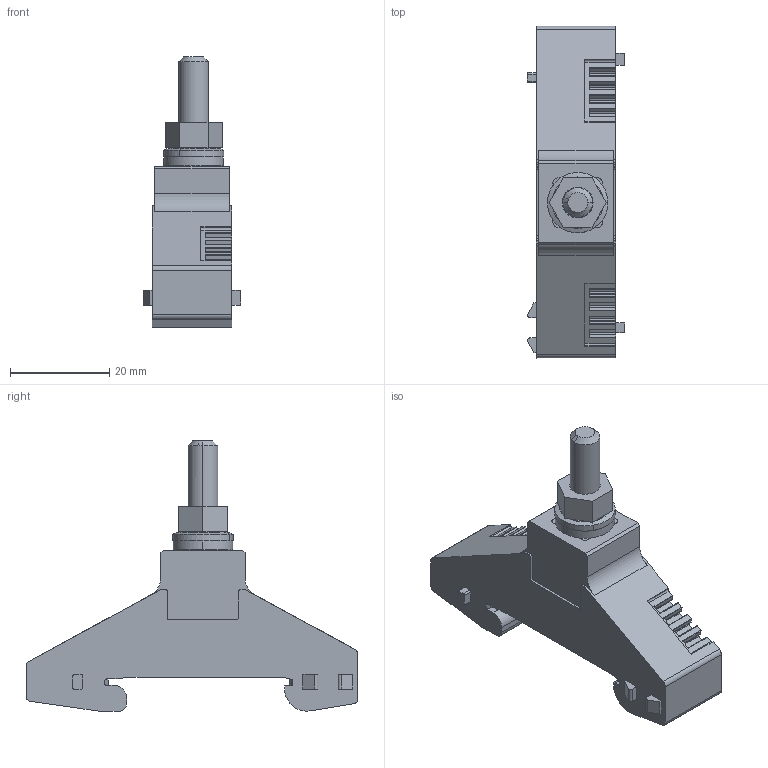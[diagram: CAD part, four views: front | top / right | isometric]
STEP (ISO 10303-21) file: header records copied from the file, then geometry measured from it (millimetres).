
FILE_DESCRIPTION(('CATIA V5 STEP Exchange','CAx-IF Rec.Pracs.--- Model Styling and Organization---1.4--- 2014-01-23'),'2;1');
FILE_NAME ('410805_2_1780850000_1780850000.stp','2023-07-18T06:36:33+00:00',('none'),('Weidmueller'),'CATIA Version 5-6 Release 2016 SP3 HF44','CATIA V5 STEP AP214','none');
FILE_SCHEMA(('AUTOMOTIVE_DESIGN { 1 0 10303 214 1 1 1 1 }'));
Length unit declared in the file: millimetre
Products named in the file (1): 1780850000
Bounding box: 19.6 x 67 x 54.55 mm (x, y, z)
Volume: 20062.8 mm3; surface area: 7665.8 mm2
Topology: 3 solids, 3 shells, 297 faces, 850 edges, 567 vertices
Faces by surface type: plane 205, cylinder 76, cone 9, extrusion 4, torus 3
Entity records: 9690 total; most frequent: CARTESIAN_POINT 2088, ORIENTED_EDGE 1700, DIRECTION 1333, EDGE_CURVE 850, VECTOR 663, LINE 659, VERTEX_POINT 567, AXIS2_PLACEMENT_3D 414
